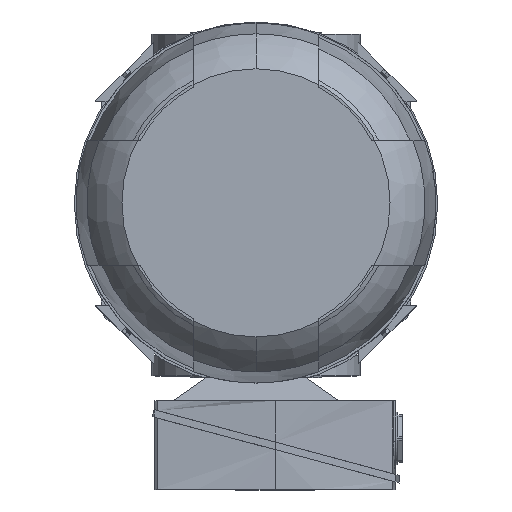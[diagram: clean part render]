
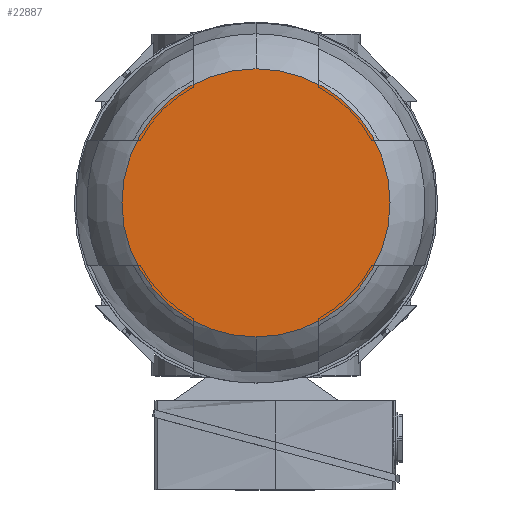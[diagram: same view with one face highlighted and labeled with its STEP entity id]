
A CAD part, top view. The second image highlights one B-rep face of the part: STEP entity #22887.
In plain terms, the highlighted planar face has unit normal (0, 0, 1).
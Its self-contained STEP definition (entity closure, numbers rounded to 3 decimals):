
#1934 = DIRECTION ( 'NONE',  ( 0., 0., -1. ) ) ;
#6616 = AXIS2_PLACEMENT_3D ( 'NONE', #58863, #8209, #43756 ) ;
#7871 = PLANE ( 'NONE',  #6616 ) ;
#8209 = DIRECTION ( 'NONE',  ( 0., 0., 1. ) ) ;
#10324 = ORIENTED_EDGE ( 'NONE', *, *, #37673, .F. ) ;
#10372 = DIRECTION ( 'NONE',  ( 1., 0., 0. ) ) ;
#11822 = EDGE_CURVE ( 'NONE', #29783, #29973, #29149, .T. ) ;
#15764 = CARTESIAN_POINT ( 'NONE',  ( 0., 0., 524. ) ) ;
#22016 = CARTESIAN_POINT ( 'NONE',  ( 147.5, 0., 524. ) ) ;
#22441 = DIRECTION ( 'NONE',  ( 1., 0., 0. ) ) ;
#22887 = ADVANCED_FACE ( 'NONE', ( #34068 ), #7871, .T. ) ;
#26269 = CIRCLE ( 'NONE', #34858, 147.5 ) ;
#29149 = CIRCLE ( 'NONE', #39845, 147.5 ) ;
#29783 = VERTEX_POINT ( 'NONE', #22016 ) ;
#29973 = VERTEX_POINT ( 'NONE', #60209 ) ;
#31191 = DIRECTION ( 'NONE',  ( 0., 0., -1. ) ) ;
#34068 = FACE_OUTER_BOUND ( 'NONE', #40854, .T. ) ;
#34858 = AXIS2_PLACEMENT_3D ( 'NONE', #41881, #31191, #10372 ) ;
#37673 = EDGE_CURVE ( 'NONE', #29973, #29783, #26269, .T. ) ;
#39845 = AXIS2_PLACEMENT_3D ( 'NONE', #15764, #1934, #22441 ) ;
#40536 = ORIENTED_EDGE ( 'NONE', *, *, #11822, .F. ) ;
#40854 = EDGE_LOOP ( 'NONE', ( #40536, #10324 ) ) ;
#41881 = CARTESIAN_POINT ( 'NONE',  ( 0., 0., 524. ) ) ;
#43756 = DIRECTION ( 'NONE',  ( 1., 0., 0. ) ) ;
#58863 = CARTESIAN_POINT ( 'NONE',  ( -162.25, -162.25, 524. ) ) ;
#60209 = CARTESIAN_POINT ( 'NONE',  ( -147.5, 0., 524. ) ) ;
